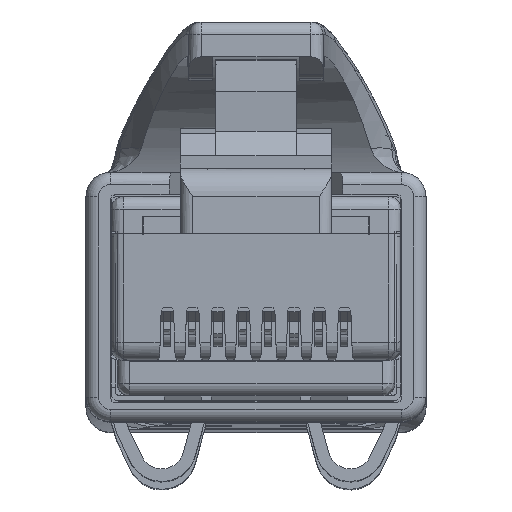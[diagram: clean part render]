
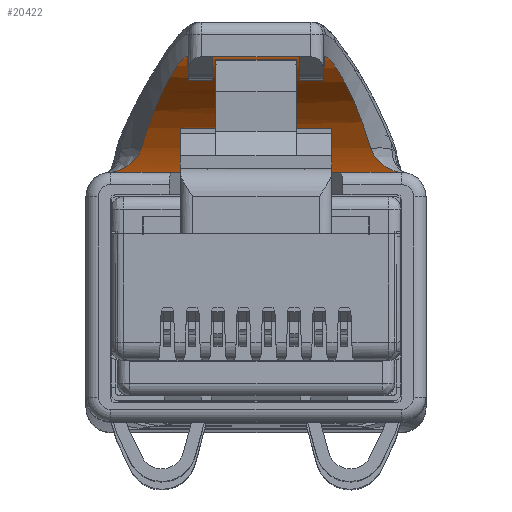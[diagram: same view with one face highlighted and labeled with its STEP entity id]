
A CAD part, top view. The second image highlights one B-rep face of the part: STEP entity #20422.
In plain terms, the highlighted cylindrical face has radius 7.5 mm (diameter 15 mm), a partial arc.
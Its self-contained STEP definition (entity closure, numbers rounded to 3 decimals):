
#20337=AXIS2_PLACEMENT_3D('Cylinder Axis2P3D',#20334,#20335,#20336) ;
#18649=CARTESIAN_POINT('Vertex',(1.,12.41,255.544)) ;
#18653=CARTESIAN_POINT('Control Point',(0.924,12.407,255.543)) ;
#18654=CARTESIAN_POINT('Control Point',(0.949,12.409,255.544)) ;
#18655=CARTESIAN_POINT('Control Point',(0.975,12.41,255.544)) ;
#18656=CARTESIAN_POINT('Control Point',(1.,12.41,255.544)) ;
#18657=CARTESIAN_POINT('Vertex',(0.924,12.407,255.543)) ;
#19104=CARTESIAN_POINT('Vertex',(12.7,12.41,255.544)) ;
#19119=CARTESIAN_POINT('Vertex',(12.776,12.407,255.543)) ;
#19123=CARTESIAN_POINT('Control Point',(12.7,12.41,255.544)) ;
#19124=CARTESIAN_POINT('Control Point',(12.725,12.41,255.544)) ;
#19125=CARTESIAN_POINT('Control Point',(12.751,12.409,255.544)) ;
#19126=CARTESIAN_POINT('Control Point',(12.776,12.407,255.543)) ;
#20318=CARTESIAN_POINT('Line Origine',(6.85,12.41,255.544)) ;
#20334=CARTESIAN_POINT('Axis2P3D Location',(12.6,9.557,262.48)) ;
#20340=CARTESIAN_POINT('Control Point',(0.924,12.407,255.543)) ;
#20341=CARTESIAN_POINT('Control Point',(1.34,12.439,255.556)) ;
#20342=CARTESIAN_POINT('Control Point',(1.796,12.639,255.634)) ;
#20343=CARTESIAN_POINT('Control Point',(2.116,13.006,255.806)) ;
#20344=CARTESIAN_POINT('Control Point',(2.224,13.384,256.03)) ;
#20345=CARTESIAN_POINT('Vertex',(2.224,13.384,256.03)) ;
#20349=CARTESIAN_POINT('Control Point',(11.476,13.384,256.03)) ;
#20350=CARTESIAN_POINT('Control Point',(11.584,13.005,255.805)) ;
#20351=CARTESIAN_POINT('Control Point',(11.896,12.66,255.644)) ;
#20352=CARTESIAN_POINT('Control Point',(12.324,12.442,255.557)) ;
#20353=CARTESIAN_POINT('Control Point',(12.776,12.407,255.543)) ;
#20354=CARTESIAN_POINT('Vertex',(11.476,13.384,256.03)) ;
#20358=CARTESIAN_POINT('Control Point',(11.476,13.384,256.03)) ;
#20359=CARTESIAN_POINT('Control Point',(11.411,13.612,256.165)) ;
#20360=CARTESIAN_POINT('Control Point',(11.343,13.834,256.311)) ;
#20361=CARTESIAN_POINT('Control Point',(11.272,14.049,256.465)) ;
#20362=CARTESIAN_POINT('Control Point',(11.163,14.359,256.71)) ;
#20363=CARTESIAN_POINT('Control Point',(11.052,14.652,256.975)) ;
#20364=CARTESIAN_POINT('Control Point',(11.017,14.742,257.059)) ;
#20365=CARTESIAN_POINT('Control Point',(10.946,14.919,257.233)) ;
#20366=CARTESIAN_POINT('Control Point',(10.876,15.086,257.411)) ;
#20367=CARTESIAN_POINT('Control Point',(10.841,15.167,257.501)) ;
#20368=CARTESIAN_POINT('Control Point',(10.786,15.294,257.647)) ;
#20369=CARTESIAN_POINT('Control Point',(10.73,15.418,257.801)) ;
#20370=CARTESIAN_POINT('Control Point',(10.711,15.459,257.852)) ;
#20371=CARTESIAN_POINT('Control Point',(10.636,15.62,258.06)) ;
#20372=CARTESIAN_POINT('Control Point',(10.561,15.774,258.278)) ;
#20373=CARTESIAN_POINT('Control Point',(10.502,15.891,258.457)) ;
#20374=CARTESIAN_POINT('Control Point',(10.395,16.096,258.794)) ;
#20375=CARTESIAN_POINT('Control Point',(10.294,16.277,259.141)) ;
#20376=CARTESIAN_POINT('Control Point',(10.244,16.362,259.318)) ;
#20377=CARTESIAN_POINT('Control Point',(10.148,16.52,259.677)) ;
#20378=CARTESIAN_POINT('Control Point',(10.059,16.655,260.047)) ;
#20379=CARTESIAN_POINT('Control Point',(10.016,16.717,260.234)) ;
#20380=CARTESIAN_POINT('Control Point',(9.898,16.877,260.782)) ;
#20381=CARTESIAN_POINT('Control Point',(9.798,16.985,261.349)) ;
#20382=CARTESIAN_POINT('Control Point',(9.74,17.033,261.722)) ;
#20383=CARTESIAN_POINT('Control Point',(9.692,17.057,262.101)) ;
#20384=CARTESIAN_POINT('Control Point',(9.653,17.057,262.48)) ;
#20385=CARTESIAN_POINT('Vertex',(9.653,17.057,262.48)) ;
#20388=CARTESIAN_POINT('Line Origine',(12.6,17.057,262.48)) ;
#20392=CARTESIAN_POINT('Vertex',(4.047,17.057,262.48)) ;
#20396=CARTESIAN_POINT('Control Point',(4.047,17.057,262.48)) ;
#20397=CARTESIAN_POINT('Control Point',(4.02,17.057,262.22)) ;
#20398=CARTESIAN_POINT('Control Point',(3.989,17.045,261.961)) ;
#20399=CARTESIAN_POINT('Control Point',(3.953,17.023,261.701)) ;
#20400=CARTESIAN_POINT('Control Point',(3.874,16.955,261.184)) ;
#20401=CARTESIAN_POINT('Control Point',(3.778,16.844,260.678)) ;
#20402=CARTESIAN_POINT('Control Point',(3.727,16.778,260.428)) ;
#20403=CARTESIAN_POINT('Control Point',(3.586,16.58,259.797)) ;
#20404=CARTESIAN_POINT('Control Point',(3.425,16.316,259.194)) ;
#20405=CARTESIAN_POINT('Control Point',(3.322,16.133,258.842)) ;
#20406=CARTESIAN_POINT('Control Point',(3.041,15.597,257.957)) ;
#20407=CARTESIAN_POINT('Control Point',(2.741,14.918,257.177)) ;
#20408=CARTESIAN_POINT('Control Point',(2.557,14.449,256.742)) ;
#20409=CARTESIAN_POINT('Control Point',(2.382,13.937,256.358)) ;
#20410=CARTESIAN_POINT('Control Point',(2.224,13.384,256.03)) ;
#20319=DIRECTION('Vector Direction',(-1.,0.,0.)) ;
#20335=DIRECTION('Axis2P3D Direction',(1.,0.,0.)) ;
#20336=DIRECTION('Axis2P3D XDirection',(0.,-1.,0.)) ;
#20389=DIRECTION('Vector Direction',(1.,0.,0.)) ;
#20320=VECTOR('Line Direction',#20319,1.) ;
#20390=VECTOR('Line Direction',#20389,1.) ;
#20413=ORIENTED_EDGE('',*,*,#20347,.F.) ;
#20414=ORIENTED_EDGE('',*,*,#18659,.T.) ;
#20415=ORIENTED_EDGE('',*,*,#20322,.T.) ;
#20416=ORIENTED_EDGE('',*,*,#19127,.T.) ;
#20417=ORIENTED_EDGE('',*,*,#20356,.F.) ;
#20418=ORIENTED_EDGE('',*,*,#20387,.T.) ;
#20419=ORIENTED_EDGE('',*,*,#20394,.T.) ;
#20420=ORIENTED_EDGE('',*,*,#20411,.T.) ;
#20422=ADVANCED_FACE('Hauptk\X2\00F6\X0\rper',(#20421),#20338,.F.) ;
#18652=B_SPLINE_CURVE_WITH_KNOTS('',3,(#18653,#18654,#18655,#18656),.UNSPECIFIED.,.F.,.U.,(4,4),(0.,0.108),.UNSPECIFIED.) ;
#19122=B_SPLINE_CURVE_WITH_KNOTS('',3,(#19123,#19124,#19125,#19126),.UNSPECIFIED.,.F.,.U.,(4,4),(0.,0.108),.UNSPECIFIED.) ;
#20339=B_SPLINE_CURVE_WITH_KNOTS('',4,(#20340,#20341,#20342,#20343,#20344),.UNSPECIFIED.,.F.,.U.,(5,5),(0.,2.602),.UNSPECIFIED.) ;
#20348=B_SPLINE_CURVE_WITH_KNOTS('',4,(#20349,#20350,#20351,#20352,#20353),.UNSPECIFIED.,.F.,.U.,(5,5),(0.,2.613),.UNSPECIFIED.) ;
#20357=B_SPLINE_CURVE_WITH_KNOTS('',5,(#20358,#20359,#20360,#20361,#20362,#20363,#20364,#20365,#20366,#20367,#20368,#20369,#20370,#20371,#20372,#20373,#20374,#20375,#20376,#20377,#20378,#20379,#20380,#20381,#20382,#20383,#20384),.UNSPECIFIED.,.F.,.U.,(6,3,3,3,3,3,3,3,6),(0.,1.929,2.885,3.842,4.327,5.762,7.184,8.605,11.296),.UNSPECIFIED.) ;
#20395=B_SPLINE_CURVE_WITH_KNOTS('',5,(#20396,#20397,#20398,#20399,#20400,#20401,#20402,#20403,#20404,#20405,#20406,#20407,#20408,#20409,#20410),.UNSPECIFIED.,.F.,.U.,(6,3,3,3,6),(0.,1.846,3.731,6.626,11.306),.UNSPECIFIED.) ;
#20338=CYLINDRICAL_SURFACE('generated cylinder',#20337,7.5) ;
#18659=EDGE_CURVE('',#18658,#18650,#18652,.T.) ;
#19127=EDGE_CURVE('',#19105,#19120,#19122,.T.) ;
#20322=EDGE_CURVE('',#18650,#19105,#20321,.F.) ;
#20347=EDGE_CURVE('',#18658,#20346,#20339,.T.) ;
#20356=EDGE_CURVE('',#20355,#19120,#20348,.T.) ;
#20387=EDGE_CURVE('',#20355,#20386,#20357,.T.) ;
#20394=EDGE_CURVE('',#20386,#20393,#20391,.F.) ;
#20411=EDGE_CURVE('',#20393,#20346,#20395,.T.) ;
#20412=EDGE_LOOP('',(#20413,#20414,#20415,#20416,#20417,#20418,#20419,#20420)) ;
#20421=FACE_OUTER_BOUND('',#20412,.T.) ;
#20321=LINE('Line',#20318,#20320) ;
#20391=LINE('Line',#20388,#20390) ;
#18650=VERTEX_POINT('',#18649) ;
#18658=VERTEX_POINT('',#18657) ;
#19105=VERTEX_POINT('',#19104) ;
#19120=VERTEX_POINT('',#19119) ;
#20346=VERTEX_POINT('',#20345) ;
#20355=VERTEX_POINT('',#20354) ;
#20386=VERTEX_POINT('',#20385) ;
#20393=VERTEX_POINT('',#20392) ;
